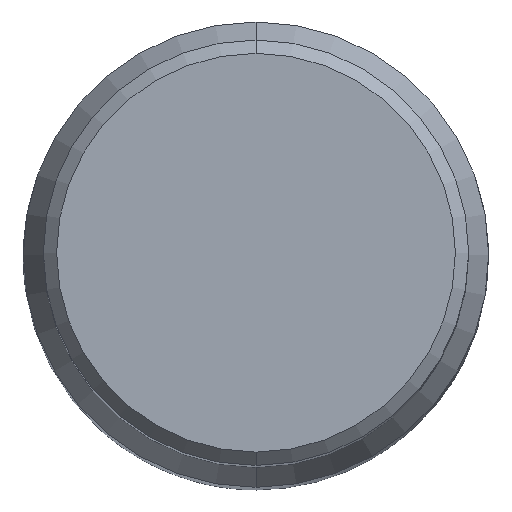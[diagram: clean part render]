
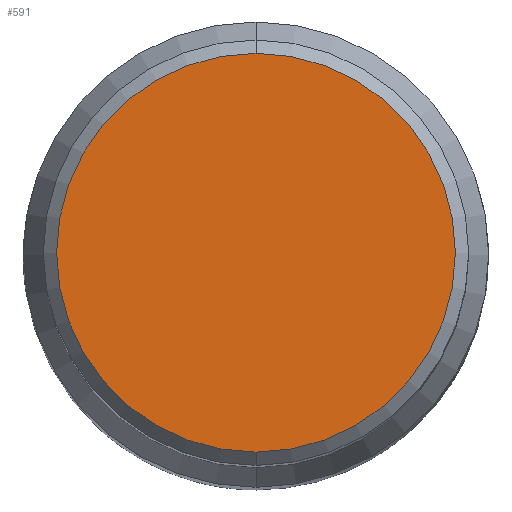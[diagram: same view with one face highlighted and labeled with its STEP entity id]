
A CAD part, top view. The second image highlights one B-rep face of the part: STEP entity #591.
In plain terms, the highlighted planar face has unit normal (0, 0, 1).
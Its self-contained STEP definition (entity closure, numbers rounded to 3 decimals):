
#591=ADVANCED_FACE('',(#1497),#1498,.T.);
#957=VERTEX_POINT('',#1891);
#999=EDGE_CURVE('',#957,#1345,#1940,.T.);
#1203=EDGE_CURVE('',#1345,#957,#2167,.T.);
#1345=VERTEX_POINT('',#2322);
#1497=FACE_OUTER_BOUND('',#2621,.T.);
#1498=PLANE('',#2622);
#1891=CARTESIAN_POINT('',(0.0,15.0,0.0));
#1940=CIRCLE('',#3443,15.0);
#2167=CIRCLE('',#3850,15.0);
#2322=CARTESIAN_POINT('',(0.,-15.0,0.0));
#2621=EDGE_LOOP('',(#4323,#4324));
#2622=AXIS2_PLACEMENT_3D('',#4325,#4326,#4327);
#3443=AXIS2_PLACEMENT_3D('',#4800,#4801,#4802);
#3850=AXIS2_PLACEMENT_3D('',#5103,#5104,#5105);
#4323=ORIENTED_EDGE('',*,*,#999,.F.);
#4324=ORIENTED_EDGE('',*,*,#1203,.F.);
#4325=CARTESIAN_POINT('',(0.0,7.5,0.0));
#4326=DIRECTION('',(-0.0,0.0,1.0));
#4327=DIRECTION('',(0.0,-1.0,0.0));
#4800=CARTESIAN_POINT('',(0.0,0.0,0.0));
#4801=DIRECTION('',(0.0,0.0,-1.0));
#4802=DIRECTION('',(0.0,1.0,0.0));
#5103=CARTESIAN_POINT('',(0.0,0.0,0.0));
#5104=DIRECTION('',(0.0,0.0,-1.0));
#5105=DIRECTION('',(0.0,1.0,0.0));
